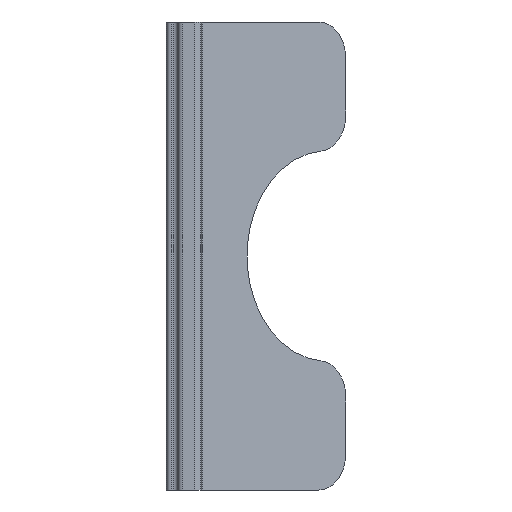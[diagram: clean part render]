
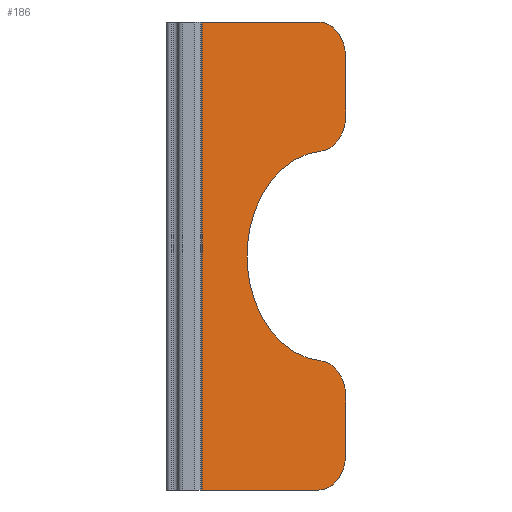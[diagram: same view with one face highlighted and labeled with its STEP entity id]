
A CAD part, left-side view. The second image highlights one B-rep face of the part: STEP entity #186.
In plain terms, the highlighted planar face has unit normal (-0.766, -0.643, 0).
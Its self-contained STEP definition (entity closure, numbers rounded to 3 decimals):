
#14 = VECTOR ( 'NONE', #701, 1000. ) ;
#54 = FACE_OUTER_BOUND ( 'NONE', #738, .T. ) ;
#56 = CARTESIAN_POINT ( 'NONE',  ( -0.161, -7.657, -10. ) ) ;
#68 = VERTEX_POINT ( 'NONE', #745 ) ;
#94 = DIRECTION ( 'NONE',  ( 0.766, 0.643, 0. ) ) ;
#95 = VECTOR ( 'NONE', #134, 1000. ) ;
#125 = LINE ( 'NONE', #872, #95 ) ;
#134 = DIRECTION ( 'NONE',  ( 0.643, -0.766, 0. ) ) ;
#146 = DIRECTION ( 'NONE',  ( -0.766, -0.643, 0. ) ) ;
#178 = CIRCLE ( 'NONE', #697, 4.5 ) ;
#186 = ADVANCED_FACE ( 'NONE', ( #54 ), #1008, .T. ) ;
#207 = EDGE_CURVE ( 'NONE', #338, #946, #598, .T. ) ;
#220 = VERTEX_POINT ( 'NONE', #507 ) ;
#246 = DIRECTION ( 'NONE',  ( -0.766, -0.643, 0. ) ) ;
#248 = CARTESIAN_POINT ( 'NONE',  ( -0.161, -7.657, 8.5 ) ) ;
#301 = ORIENTED_EDGE ( 'NONE', *, *, #731, .T. ) ;
#302 = DIRECTION ( 'NONE',  ( -0.766, -0.643, 0. ) ) ;
#311 = CARTESIAN_POINT ( 'NONE',  ( -1.045, -6.604, 4.484 ) ) ;
#338 = VERTEX_POINT ( 'NONE', #841 ) ;
#340 = CARTESIAN_POINT ( 'NONE',  ( -5.303, -1.528, 10. ) ) ;
#353 = CARTESIAN_POINT ( 'NONE',  ( -0.161, -7.657, -10. ) ) ;
#356 = ORIENTED_EDGE ( 'NONE', *, *, #772, .T. ) ;
#363 = VERTEX_POINT ( 'NONE', #311 ) ;
#376 = EDGE_CURVE ( 'NONE', #997, #363, #178, .T. ) ;
#381 = DIRECTION ( 'NONE',  ( -0.766, -0.643, 0. ) ) ;
#412 = VECTOR ( 'NONE', #570, 1000. ) ;
#421 = VECTOR ( 'NONE', #1087, 1000. ) ;
#433 = VERTEX_POINT ( 'NONE', #1276 ) ;
#447 = CARTESIAN_POINT ( 'NONE',  ( -0.161, -7.657, -10. ) ) ;
#453 = CIRCLE ( 'NONE', #1086, 1.5 ) ;
#468 = ORIENTED_EDGE ( 'NONE', *, *, #1269, .T. ) ;
#473 = CIRCLE ( 'NONE', #1286, 1.5 ) ;
#496 = CARTESIAN_POINT ( 'NONE',  ( -5.303, -1.528, -10. ) ) ;
#505 = EDGE_CURVE ( 'NONE', #338, #68, #1066, .T. ) ;
#507 = CARTESIAN_POINT ( 'NONE',  ( -0.161, -7.657, -8.5 ) ) ;
#511 = DIRECTION ( 'NONE',  ( -0.766, -0.643, 0. ) ) ;
#522 = VECTOR ( 'NONE', #757, 1000. ) ;
#566 = CARTESIAN_POINT ( 'NONE',  ( -1.045, -6.604, -4.484 ) ) ;
#570 = DIRECTION ( 'NONE',  ( 0., 0., 1. ) ) ;
#598 = LINE ( 'NONE', #496, #14 ) ;
#612 = VERTEX_POINT ( 'NONE', #248 ) ;
#622 = EDGE_CURVE ( 'NONE', #1363, #612, #1273, .T. ) ;
#680 = ORIENTED_EDGE ( 'NONE', *, *, #207, .F. ) ;
#697 = AXIS2_PLACEMENT_3D ( 'NONE', #737, #94, #842 ) ;
#701 = DIRECTION ( 'NONE',  ( 0., 0., 1. ) ) ;
#731 = EDGE_CURVE ( 'NONE', #363, #1363, #1285, .T. ) ;
#737 = CARTESIAN_POINT ( 'NONE',  ( -0.804, -6.891, 0. ) ) ;
#738 = EDGE_LOOP ( 'NONE', ( #915, #301, #1274, #1047, #981, #680, #931, #356, #468, #825 ) ) ;
#745 = CARTESIAN_POINT ( 'NONE',  ( -1.125, -6.508, -10. ) ) ;
#757 = DIRECTION ( 'NONE',  ( 0.643, -0.766, 0. ) ) ;
#772 = EDGE_CURVE ( 'NONE', #68, #220, #453, .T. ) ;
#785 = CARTESIAN_POINT ( 'NONE',  ( -1.125, -6.508, -5.979 ) ) ;
#816 = AXIS2_PLACEMENT_3D ( 'NONE', #1129, #511, #1235 ) ;
#823 = CIRCLE ( 'NONE', #866, 1.5 ) ;
#825 = ORIENTED_EDGE ( 'NONE', *, *, #1055, .T. ) ;
#841 = CARTESIAN_POINT ( 'NONE',  ( -5.303, -1.528, -10. ) ) ;
#842 = DIRECTION ( 'NONE',  ( -0.643, 0.766, 0. ) ) ;
#866 = AXIS2_PLACEMENT_3D ( 'NONE', #873, #246, #983 ) ;
#872 = CARTESIAN_POINT ( 'NONE',  ( -0.161, -7.657, 10. ) ) ;
#873 = CARTESIAN_POINT ( 'NONE',  ( -1.125, -6.508, 8.5 ) ) ;
#886 = DIRECTION ( 'NONE',  ( 0.643, -0.766, 0. ) ) ;
#915 = ORIENTED_EDGE ( 'NONE', *, *, #376, .T. ) ;
#929 = CARTESIAN_POINT ( 'NONE',  ( -1.125, -6.508, -8.5 ) ) ;
#931 = ORIENTED_EDGE ( 'NONE', *, *, #505, .T. ) ;
#939 = VERTEX_POINT ( 'NONE', #1072 ) ;
#946 = VERTEX_POINT ( 'NONE', #340 ) ;
#981 = ORIENTED_EDGE ( 'NONE', *, *, #1282, .F. ) ;
#983 = DIRECTION ( 'NONE',  ( 0.643, -0.766, 0. ) ) ;
#997 = VERTEX_POINT ( 'NONE', #566 ) ;
#1007 = EDGE_CURVE ( 'NONE', #612, #939, #823, .T. ) ;
#1008 = PLANE ( 'NONE',  #1215 ) ;
#1041 = DIRECTION ( 'NONE',  ( 0.643, -0.766, 0. ) ) ;
#1047 = ORIENTED_EDGE ( 'NONE', *, *, #1007, .T. ) ;
#1055 = EDGE_CURVE ( 'NONE', #433, #997, #473, .T. ) ;
#1066 = LINE ( 'NONE', #447, #522 ) ;
#1072 = CARTESIAN_POINT ( 'NONE',  ( -1.125, -6.508, 10. ) ) ;
#1086 = AXIS2_PLACEMENT_3D ( 'NONE', #929, #302, #1041 ) ;
#1087 = DIRECTION ( 'NONE',  ( 0., 0., 1. ) ) ;
#1116 = CARTESIAN_POINT ( 'NONE',  ( -0.161, -7.657, 5.979 ) ) ;
#1121 = DIRECTION ( 'NONE',  ( 0.643, -0.766, 0. ) ) ;
#1129 = CARTESIAN_POINT ( 'NONE',  ( -1.125, -6.508, 5.979 ) ) ;
#1215 = AXIS2_PLACEMENT_3D ( 'NONE', #56, #381, #1121 ) ;
#1235 = DIRECTION ( 'NONE',  ( 0.643, -0.766, 0. ) ) ;
#1255 = LINE ( 'NONE', #353, #421 ) ;
#1269 = EDGE_CURVE ( 'NONE', #220, #433, #1255, .T. ) ;
#1273 = LINE ( 'NONE', #1297, #412 ) ;
#1274 = ORIENTED_EDGE ( 'NONE', *, *, #622, .T. ) ;
#1276 = CARTESIAN_POINT ( 'NONE',  ( -0.161, -7.657, -5.979 ) ) ;
#1282 = EDGE_CURVE ( 'NONE', #946, #939, #125, .T. ) ;
#1285 = CIRCLE ( 'NONE', #816, 1.5 ) ;
#1286 = AXIS2_PLACEMENT_3D ( 'NONE', #785, #146, #886 ) ;
#1297 = CARTESIAN_POINT ( 'NONE',  ( -0.161, -7.657, -10. ) ) ;
#1363 = VERTEX_POINT ( 'NONE', #1116 ) ;
